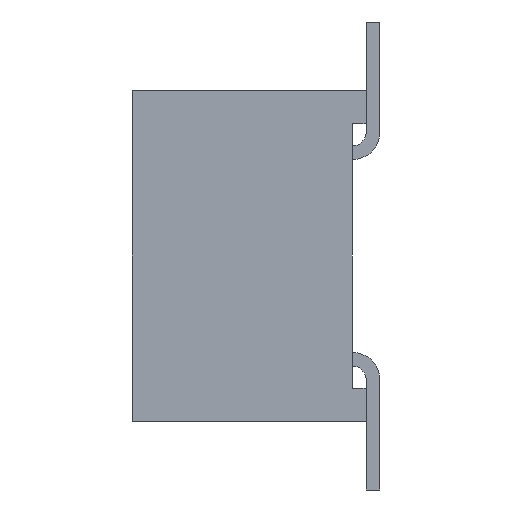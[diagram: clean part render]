
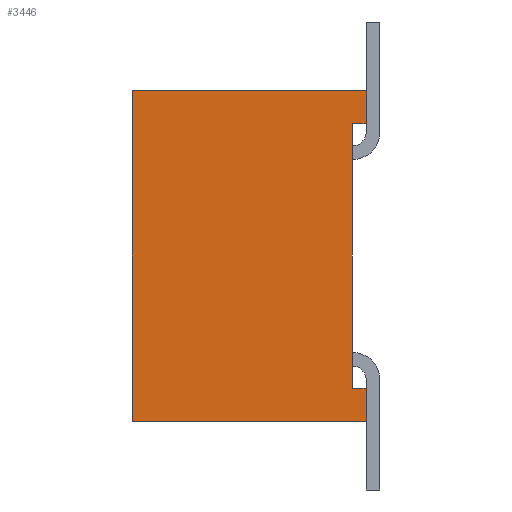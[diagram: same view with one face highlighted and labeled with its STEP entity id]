
A CAD part, left-side view. The second image highlights one B-rep face of the part: STEP entity #3446.
In plain terms, the highlighted planar face has unit normal (-1, 0, 0).
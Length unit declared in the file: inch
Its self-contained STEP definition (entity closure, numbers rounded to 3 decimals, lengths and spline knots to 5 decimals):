
#94=ORIENTED_EDGE('',*,*,#1102,.T.);
#95=ORIENTED_EDGE('',*,*,#1103,.T.);
#96=ORIENTED_EDGE('',*,*,#1104,.F.);
#97=ORIENTED_EDGE('',*,*,#1105,.F.);
#98=ORIENTED_EDGE('',*,*,#1106,.T.);
#99=ORIENTED_EDGE('',*,*,#1107,.T.);
#100=ORIENTED_EDGE('',*,*,#1108,.T.);
#101=ORIENTED_EDGE('',*,*,#1109,.T.);
#1102=EDGE_CURVE('',#1606,#1607,#1942,.T.);
#1103=EDGE_CURVE('',#1607,#1608,#1943,.T.);
#1104=EDGE_CURVE('',#1609,#1608,#1944,.T.);
#1105=EDGE_CURVE('',#1610,#1609,#1945,.T.);
#1106=EDGE_CURVE('',#1610,#1611,#1946,.T.);
#1107=EDGE_CURVE('',#1611,#1612,#1947,.T.);
#1108=EDGE_CURVE('',#1612,#1613,#1948,.T.);
#1109=EDGE_CURVE('',#1613,#1606,#1949,.T.);
#1606=VERTEX_POINT('',#4759);
#1607=VERTEX_POINT('',#4760);
#1608=VERTEX_POINT('',#4762);
#1609=VERTEX_POINT('',#4764);
#1610=VERTEX_POINT('',#4766);
#1611=VERTEX_POINT('',#4768);
#1612=VERTEX_POINT('',#4770);
#1613=VERTEX_POINT('',#4772);
#1942=LINE('',#4758,#2406);
#1943=LINE('',#4761,#2407);
#1944=LINE('',#4763,#2408);
#1945=LINE('',#4765,#2409);
#1946=LINE('',#4767,#2410);
#1947=LINE('',#4769,#2411);
#1948=LINE('',#4771,#2412);
#1949=LINE('',#4773,#2413);
#2406=VECTOR('',#3864,39.37008);
#2407=VECTOR('',#3865,39.37008);
#2408=VECTOR('',#3866,39.37008);
#2409=VECTOR('',#3867,39.37008);
#2410=VECTOR('',#3868,39.37008);
#2411=VECTOR('',#3869,39.37008);
#2412=VECTOR('',#3870,39.37008);
#2413=VECTOR('',#3871,39.37008);
#2870=EDGE_LOOP('',(#94,#95,#96,#97,#98,#99,#100,#101));
#3082=FACE_BOUND('',#2870,.T.);
#3294=PLANE('',#3645);
#3446=ADVANCED_FACE('',(#3082),#3294,.F.);
#3645=AXIS2_PLACEMENT_3D('',#4757,#3862,#3863);
#3862=DIRECTION('',(1.,0.,0.));
#3863=DIRECTION('',(0.,0.,-1.));
#3864=DIRECTION('',(0.,-1.,0.));
#3865=DIRECTION('',(0.,0.,1.));
#3866=DIRECTION('',(0.,-1.,0.));
#3867=DIRECTION('',(0.,0.,1.));
#3868=DIRECTION('',(0.,-1.,0.));
#3869=DIRECTION('',(0.,0.,1.));
#3870=DIRECTION('',(0.,1.,0.));
#3871=DIRECTION('',(0.,0.,1.));
#4757=CARTESIAN_POINT('',(0.,0.085,-0.06));
#4758=CARTESIAN_POINT('',(0.,0.005,0.048));
#4759=CARTESIAN_POINT('',(0.,0.005,0.048));
#4760=CARTESIAN_POINT('',(0.,0.,0.048));
#4761=CARTESIAN_POINT('',(0.,0.,-0.06));
#4762=CARTESIAN_POINT('',(0.,0.,0.06));
#4763=CARTESIAN_POINT('',(0.,0.085,0.06));
#4764=CARTESIAN_POINT('',(0.,0.085,0.06));
#4765=CARTESIAN_POINT('',(0.,0.085,-0.06));
#4766=CARTESIAN_POINT('',(0.,0.085,-0.06));
#4767=CARTESIAN_POINT('',(0.,0.085,-0.06));
#4768=CARTESIAN_POINT('',(0.,0.,-0.06));
#4769=CARTESIAN_POINT('',(0.,0.,-0.06));
#4770=CARTESIAN_POINT('',(0.,0.,-0.048));
#4771=CARTESIAN_POINT('',(0.,-0.005,-0.048));
#4772=CARTESIAN_POINT('',(0.,0.005,-0.048));
#4773=CARTESIAN_POINT('',(0.,0.005,-0.048));
